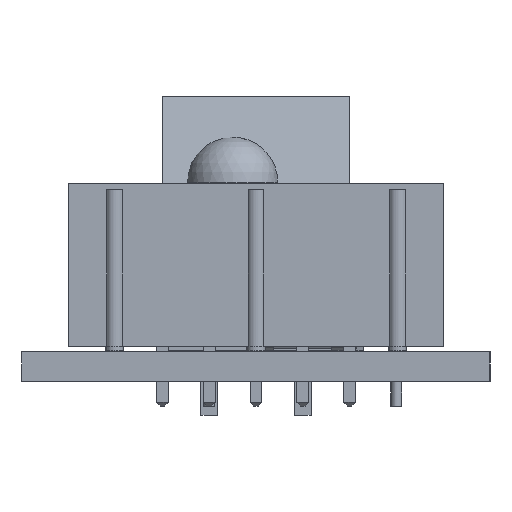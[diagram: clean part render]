
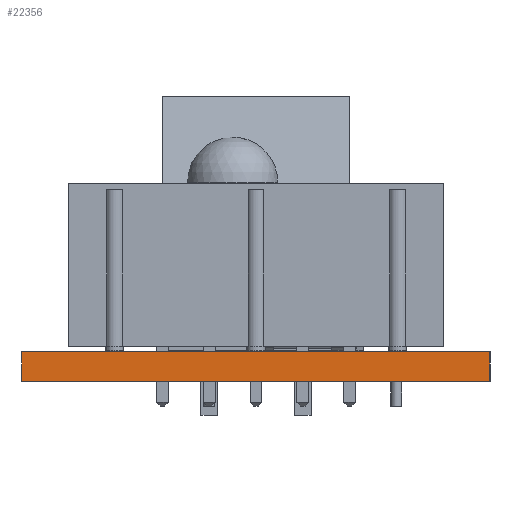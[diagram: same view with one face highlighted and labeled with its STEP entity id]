
A CAD part, left-side view. The second image highlights one B-rep face of the part: STEP entity #22356.
In plain terms, the highlighted planar face has unit normal (-1, 0, 0).
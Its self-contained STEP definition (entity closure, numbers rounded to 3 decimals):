
#22175 = PLANE('',#22176);
#22176 = AXIS2_PLACEMENT_3D('',#22177,#22178,#22179);
#22177 = CARTESIAN_POINT('',(160.02,-60.96,0.));
#22178 = DIRECTION('',(0.,-1.,0.));
#22179 = DIRECTION('',(-1.,0.,0.));
#22200 = VERTEX_POINT('',#22201);
#22201 = CARTESIAN_POINT('',(45.72,-60.96,1.6));
#22215 = PLANE('',#22216);
#22216 = AXIS2_PLACEMENT_3D('',#22217,#22218,#22219);
#22217 = CARTESIAN_POINT('',(102.87,-48.26,1.6));
#22218 = DIRECTION('',(-0.,-0.,-1.));
#22219 = DIRECTION('',(-1.,0.,0.));
#22227 = EDGE_CURVE('',#22228,#22200,#22230,.T.);
#22228 = VERTEX_POINT('',#22229);
#22229 = CARTESIAN_POINT('',(45.72,-60.96,0.));
#22230 = SURFACE_CURVE('',#22231,(#22235,#22242),.PCURVE_S1.);
#22231 = LINE('',#22232,#22233);
#22232 = CARTESIAN_POINT('',(45.72,-60.96,0.));
#22233 = VECTOR('',#22234,1.);
#22234 = DIRECTION('',(0.,0.,1.));
#22235 = PCURVE('',#22175,#22236);
#22236 = DEFINITIONAL_REPRESENTATION('',(#22237),#22241);
#22237 = LINE('',#22238,#22239);
#22238 = CARTESIAN_POINT('',(114.3,0.));
#22239 = VECTOR('',#22240,1.);
#22240 = DIRECTION('',(0.,-1.));
#22241 = ( GEOMETRIC_REPRESENTATION_CONTEXT(2) 
PARAMETRIC_REPRESENTATION_CONTEXT() REPRESENTATION_CONTEXT('2D SPACE',''
  ) );
#22242 = PCURVE('',#22243,#22248);
#22243 = PLANE('',#22244);
#22244 = AXIS2_PLACEMENT_3D('',#22245,#22246,#22247);
#22245 = CARTESIAN_POINT('',(45.72,-60.96,0.));
#22246 = DIRECTION('',(-1.,0.,0.));
#22247 = DIRECTION('',(0.,1.,0.));
#22248 = DEFINITIONAL_REPRESENTATION('',(#22249),#22253);
#22249 = LINE('',#22250,#22251);
#22250 = CARTESIAN_POINT('',(0.,0.));
#22251 = VECTOR('',#22252,1.);
#22252 = DIRECTION('',(0.,-1.));
#22253 = ( GEOMETRIC_REPRESENTATION_CONTEXT(2) 
PARAMETRIC_REPRESENTATION_CONTEXT() REPRESENTATION_CONTEXT('2D SPACE',''
  ) );
#22269 = PLANE('',#22270);
#22270 = AXIS2_PLACEMENT_3D('',#22271,#22272,#22273);
#22271 = CARTESIAN_POINT('',(102.87,-48.26,0.));
#22272 = DIRECTION('',(-0.,-0.,-1.));
#22273 = DIRECTION('',(-1.,0.,0.));
#22302 = PLANE('',#22303);
#22303 = AXIS2_PLACEMENT_3D('',#22304,#22305,#22306);
#22304 = CARTESIAN_POINT('',(45.72,-35.56,0.));
#22305 = DIRECTION('',(0.,1.,0.));
#22306 = DIRECTION('',(1.,0.,0.));
#22356 = ADVANCED_FACE('',(#22357),#22243,.T.);
#22357 = FACE_BOUND('',#22358,.T.);
#22358 = EDGE_LOOP('',(#22359,#22360,#22383,#22406));
#22359 = ORIENTED_EDGE('',*,*,#22227,.T.);
#22360 = ORIENTED_EDGE('',*,*,#22361,.T.);
#22361 = EDGE_CURVE('',#22200,#22362,#22364,.T.);
#22362 = VERTEX_POINT('',#22363);
#22363 = CARTESIAN_POINT('',(45.72,-35.56,1.6));
#22364 = SURFACE_CURVE('',#22365,(#22369,#22376),.PCURVE_S1.);
#22365 = LINE('',#22366,#22367);
#22366 = CARTESIAN_POINT('',(45.72,-60.96,1.6));
#22367 = VECTOR('',#22368,1.);
#22368 = DIRECTION('',(0.,1.,0.));
#22369 = PCURVE('',#22243,#22370);
#22370 = DEFINITIONAL_REPRESENTATION('',(#22371),#22375);
#22371 = LINE('',#22372,#22373);
#22372 = CARTESIAN_POINT('',(0.,-1.6));
#22373 = VECTOR('',#22374,1.);
#22374 = DIRECTION('',(1.,0.));
#22375 = ( GEOMETRIC_REPRESENTATION_CONTEXT(2) 
PARAMETRIC_REPRESENTATION_CONTEXT() REPRESENTATION_CONTEXT('2D SPACE',''
  ) );
#22376 = PCURVE('',#22215,#22377);
#22377 = DEFINITIONAL_REPRESENTATION('',(#22378),#22382);
#22378 = LINE('',#22379,#22380);
#22379 = CARTESIAN_POINT('',(57.15,-12.7));
#22380 = VECTOR('',#22381,1.);
#22381 = DIRECTION('',(0.,1.));
#22382 = ( GEOMETRIC_REPRESENTATION_CONTEXT(2) 
PARAMETRIC_REPRESENTATION_CONTEXT() REPRESENTATION_CONTEXT('2D SPACE',''
  ) );
#22383 = ORIENTED_EDGE('',*,*,#22384,.F.);
#22384 = EDGE_CURVE('',#22385,#22362,#22387,.T.);
#22385 = VERTEX_POINT('',#22386);
#22386 = CARTESIAN_POINT('',(45.72,-35.56,0.));
#22387 = SURFACE_CURVE('',#22388,(#22392,#22399),.PCURVE_S1.);
#22388 = LINE('',#22389,#22390);
#22389 = CARTESIAN_POINT('',(45.72,-35.56,0.));
#22390 = VECTOR('',#22391,1.);
#22391 = DIRECTION('',(0.,0.,1.));
#22392 = PCURVE('',#22243,#22393);
#22393 = DEFINITIONAL_REPRESENTATION('',(#22394),#22398);
#22394 = LINE('',#22395,#22396);
#22395 = CARTESIAN_POINT('',(25.4,0.));
#22396 = VECTOR('',#22397,1.);
#22397 = DIRECTION('',(0.,-1.));
#22398 = ( GEOMETRIC_REPRESENTATION_CONTEXT(2) 
PARAMETRIC_REPRESENTATION_CONTEXT() REPRESENTATION_CONTEXT('2D SPACE',''
  ) );
#22399 = PCURVE('',#22302,#22400);
#22400 = DEFINITIONAL_REPRESENTATION('',(#22401),#22405);
#22401 = LINE('',#22402,#22403);
#22402 = CARTESIAN_POINT('',(0.,0.));
#22403 = VECTOR('',#22404,1.);
#22404 = DIRECTION('',(0.,-1.));
#22405 = ( GEOMETRIC_REPRESENTATION_CONTEXT(2) 
PARAMETRIC_REPRESENTATION_CONTEXT() REPRESENTATION_CONTEXT('2D SPACE',''
  ) );
#22406 = ORIENTED_EDGE('',*,*,#22407,.F.);
#22407 = EDGE_CURVE('',#22228,#22385,#22408,.T.);
#22408 = SURFACE_CURVE('',#22409,(#22413,#22420),.PCURVE_S1.);
#22409 = LINE('',#22410,#22411);
#22410 = CARTESIAN_POINT('',(45.72,-60.96,0.));
#22411 = VECTOR('',#22412,1.);
#22412 = DIRECTION('',(0.,1.,0.));
#22413 = PCURVE('',#22243,#22414);
#22414 = DEFINITIONAL_REPRESENTATION('',(#22415),#22419);
#22415 = LINE('',#22416,#22417);
#22416 = CARTESIAN_POINT('',(0.,0.));
#22417 = VECTOR('',#22418,1.);
#22418 = DIRECTION('',(1.,0.));
#22419 = ( GEOMETRIC_REPRESENTATION_CONTEXT(2) 
PARAMETRIC_REPRESENTATION_CONTEXT() REPRESENTATION_CONTEXT('2D SPACE',''
  ) );
#22420 = PCURVE('',#22269,#22421);
#22421 = DEFINITIONAL_REPRESENTATION('',(#22422),#22426);
#22422 = LINE('',#22423,#22424);
#22423 = CARTESIAN_POINT('',(57.15,-12.7));
#22424 = VECTOR('',#22425,1.);
#22425 = DIRECTION('',(0.,1.));
#22426 = ( GEOMETRIC_REPRESENTATION_CONTEXT(2) 
PARAMETRIC_REPRESENTATION_CONTEXT() REPRESENTATION_CONTEXT('2D SPACE',''
  ) );
